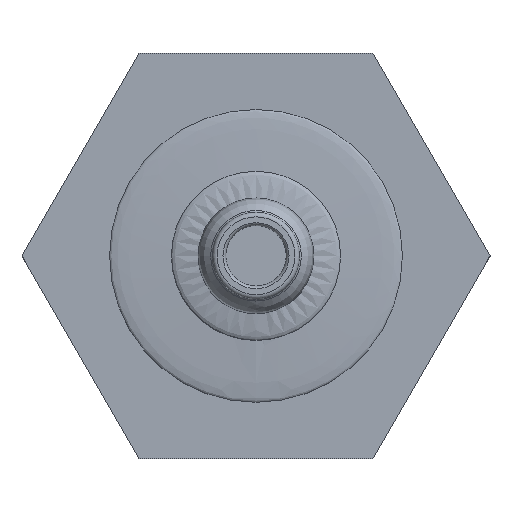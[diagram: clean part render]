
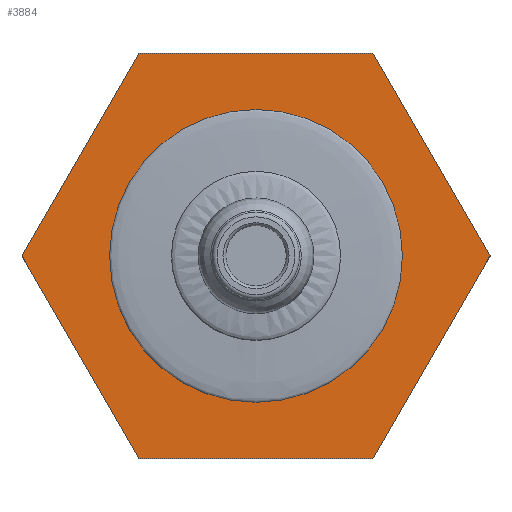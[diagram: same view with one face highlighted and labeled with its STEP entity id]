
A CAD part, top view. The second image highlights one B-rep face of the part: STEP entity #3884.
In plain terms, the highlighted planar face has unit normal (0, 0, 1).
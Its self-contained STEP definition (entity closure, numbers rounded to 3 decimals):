
#3719 = EDGE_CURVE('',#3720,#3722,#3724,.T.);
#3720 = VERTEX_POINT('',#3721);
#3721 = CARTESIAN_POINT('',(16.94,-29.342,1.));
#3722 = VERTEX_POINT('',#3723);
#3723 = CARTESIAN_POINT('',(33.881,0.,1.));
#3724 = LINE('',#3725,#3726);
#3725 = CARTESIAN_POINT('',(16.94,-29.342,1.));
#3726 = VECTOR('',#3727,1.);
#3727 = DIRECTION('',(0.5,0.866,0.));
#3750 = EDGE_CURVE('',#3751,#3720,#3753,.T.);
#3751 = VERTEX_POINT('',#3752);
#3752 = CARTESIAN_POINT('',(-16.94,-29.342,1.));
#3753 = LINE('',#3754,#3755);
#3754 = CARTESIAN_POINT('',(-16.94,-29.342,1.));
#3755 = VECTOR('',#3756,1.);
#3756 = DIRECTION('',(1.,0.,0.));
#3774 = EDGE_CURVE('',#3775,#3751,#3777,.T.);
#3775 = VERTEX_POINT('',#3776);
#3776 = CARTESIAN_POINT('',(-33.881,0.,1.));
#3777 = LINE('',#3778,#3779);
#3778 = CARTESIAN_POINT('',(-33.881,0.,1.));
#3779 = VECTOR('',#3780,1.);
#3780 = DIRECTION('',(0.5,-0.866,0.));
#3798 = EDGE_CURVE('',#3799,#3775,#3801,.T.);
#3799 = VERTEX_POINT('',#3800);
#3800 = CARTESIAN_POINT('',(-16.94,29.342,1.));
#3801 = LINE('',#3802,#3803);
#3802 = CARTESIAN_POINT('',(-16.94,29.342,1.));
#3803 = VECTOR('',#3804,1.);
#3804 = DIRECTION('',(-0.5,-0.866,0.));
#3822 = EDGE_CURVE('',#3823,#3799,#3825,.T.);
#3823 = VERTEX_POINT('',#3824);
#3824 = CARTESIAN_POINT('',(16.94,29.342,1.));
#3825 = LINE('',#3826,#3827);
#3826 = CARTESIAN_POINT('',(16.94,29.342,1.));
#3827 = VECTOR('',#3828,1.);
#3828 = DIRECTION('',(-1.,0.,0.));
#3846 = EDGE_CURVE('',#3722,#3823,#3847,.T.);
#3847 = LINE('',#3848,#3849);
#3848 = CARTESIAN_POINT('',(33.881,0.,1.));
#3849 = VECTOR('',#3850,1.);
#3850 = DIRECTION('',(-0.5,0.866,0.));
#3884 = ADVANCED_FACE('',(#3885,#3893),#3904,.T.);
#3885 = FACE_BOUND('',#3886,.T.);
#3886 = EDGE_LOOP('',(#3887,#3888,#3889,#3890,#3891,#3892));
#3887 = ORIENTED_EDGE('',*,*,#3719,.T.);
#3888 = ORIENTED_EDGE('',*,*,#3846,.T.);
#3889 = ORIENTED_EDGE('',*,*,#3822,.T.);
#3890 = ORIENTED_EDGE('',*,*,#3798,.T.);
#3891 = ORIENTED_EDGE('',*,*,#3774,.T.);
#3892 = ORIENTED_EDGE('',*,*,#3750,.T.);
#3893 = FACE_BOUND('',#3894,.T.);
#3894 = EDGE_LOOP('',(#3895));
#3895 = ORIENTED_EDGE('',*,*,#3896,.T.);
#3896 = EDGE_CURVE('',#3897,#3897,#3899,.T.);
#3897 = VERTEX_POINT('',#3898);
#3898 = CARTESIAN_POINT('',(14.65,0.,1.));
#3899 = CIRCLE('',#3900,14.65);
#3900 = AXIS2_PLACEMENT_3D('',#3901,#3902,#3903);
#3901 = CARTESIAN_POINT('',(0.,0.,1.));
#3902 = DIRECTION('',(0.,0.,-1.));
#3903 = DIRECTION('',(1.,0.,0.));
#3904 = PLANE('',#3905);
#3905 = AXIS2_PLACEMENT_3D('',#3906,#3907,#3908);
#3906 = CARTESIAN_POINT('',(-0.152,0.,1.));
#3907 = DIRECTION('',(0.,0.,1.));
#3908 = DIRECTION('',(1.,0.,0.));
